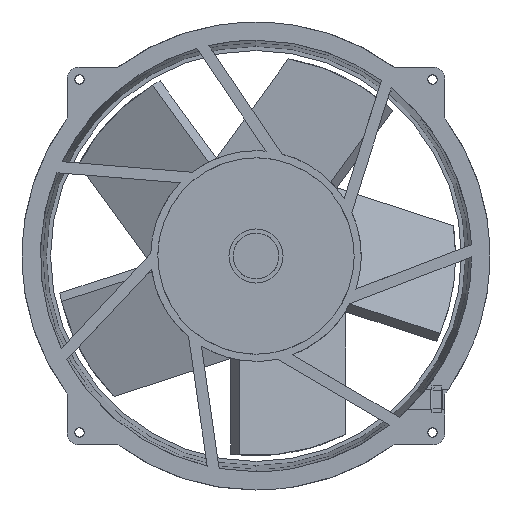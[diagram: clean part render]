
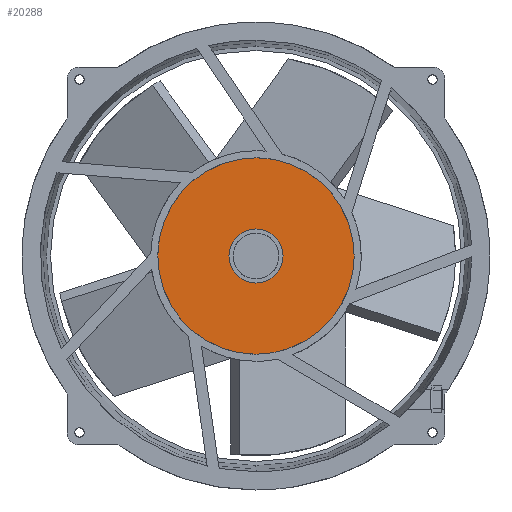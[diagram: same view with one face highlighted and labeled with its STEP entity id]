
A CAD part, front view. The second image highlights one B-rep face of the part: STEP entity #20288.
In plain terms, the highlighted planar face has unit normal (0, -1, 0).
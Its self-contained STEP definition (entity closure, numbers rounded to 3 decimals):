
#947 = VERTEX_POINT ( 'NONE', #15342 ) ;
#2797 = DIRECTION ( 'NONE',  ( 0., -1., 0. ) ) ;
#3513 = CARTESIAN_POINT ( 'NONE',  ( 0., -5.4, 0. ) ) ;
#5031 = DIRECTION ( 'NONE',  ( 0., -1., 0. ) ) ;
#5827 = CARTESIAN_POINT ( 'NONE',  ( 0., -5.4, 47.2 ) ) ;
#6022 = DIRECTION ( 'NONE',  ( 0., 0., -1. ) ) ;
#6190 = CIRCLE ( 'NONE', #14273, 47.2 ) ;
#6494 = AXIS2_PLACEMENT_3D ( 'NONE', #13119, #2797, #6022 ) ;
#6841 = AXIS2_PLACEMENT_3D ( 'NONE', #17917, #9478, #7385 ) ;
#6933 = CARTESIAN_POINT ( 'NONE',  ( 0., -5.4, 0. ) ) ;
#7110 = CIRCLE ( 'NONE', #9947, 13. ) ;
#7297 = VERTEX_POINT ( 'NONE', #5827 ) ;
#7385 = DIRECTION ( 'NONE',  ( 0., 0., -1. ) ) ;
#8058 = EDGE_CURVE ( 'NONE', #10911, #947, #7110, .T. ) ;
#8323 = EDGE_LOOP ( 'NONE', ( #8451, #11726 ) ) ;
#8440 = DIRECTION ( 'NONE',  ( 0., -1., 0. ) ) ;
#8451 = ORIENTED_EDGE ( 'NONE', *, *, #14540, .T. ) ;
#8660 = FACE_OUTER_BOUND ( 'NONE', #8323, .T. ) ;
#9478 = DIRECTION ( 'NONE',  ( 0., -1., 0. ) ) ;
#9947 = AXIS2_PLACEMENT_3D ( 'NONE', #3513, #15264, #20374 ) ;
#9952 = EDGE_CURVE ( 'NONE', #7297, #15845, #6190, .T. ) ;
#10541 = CARTESIAN_POINT ( 'NONE',  ( 0., -5.4, 0. ) ) ;
#10911 = VERTEX_POINT ( 'NONE', #21760 ) ;
#11726 = ORIENTED_EDGE ( 'NONE', *, *, #9952, .T. ) ;
#11728 = EDGE_LOOP ( 'NONE', ( #16898, #14142 ) ) ;
#13119 = CARTESIAN_POINT ( 'NONE',  ( 0., -5.4, 0. ) ) ;
#13590 = CARTESIAN_POINT ( 'NONE',  ( 0., -5.4, -47.2 ) ) ;
#13690 = DIRECTION ( 'NONE',  ( 0., 0., -1. ) ) ;
#14142 = ORIENTED_EDGE ( 'NONE', *, *, #15953, .F. ) ;
#14273 = AXIS2_PLACEMENT_3D ( 'NONE', #6933, #5031, #13690 ) ;
#14540 = EDGE_CURVE ( 'NONE', #15845, #7297, #16060, .T. ) ;
#15074 = AXIS2_PLACEMENT_3D ( 'NONE', #10541, #8440, #20755 ) ;
#15264 = DIRECTION ( 'NONE',  ( 0., -1., 0. ) ) ;
#15340 = CIRCLE ( 'NONE', #6841, 13. ) ;
#15342 = CARTESIAN_POINT ( 'NONE',  ( 0., -5.4, 13. ) ) ;
#15845 = VERTEX_POINT ( 'NONE', #13590 ) ;
#15953 = EDGE_CURVE ( 'NONE', #947, #10911, #15340, .T. ) ;
#16060 = CIRCLE ( 'NONE', #6494, 47.2 ) ;
#16898 = ORIENTED_EDGE ( 'NONE', *, *, #8058, .F. ) ;
#17917 = CARTESIAN_POINT ( 'NONE',  ( 0., -5.4, 0. ) ) ;
#20288 = ADVANCED_FACE ( 'NONE', ( #20630, #8660 ), #20521, .T. ) ;
#20374 = DIRECTION ( 'NONE',  ( 0., 0., -1. ) ) ;
#20521 = PLANE ( 'NONE',  #15074 ) ;
#20630 = FACE_BOUND ( 'NONE', #11728, .T. ) ;
#20755 = DIRECTION ( 'NONE',  ( -1., 0., 0. ) ) ;
#21760 = CARTESIAN_POINT ( 'NONE',  ( 0., -5.4, -13. ) ) ;
